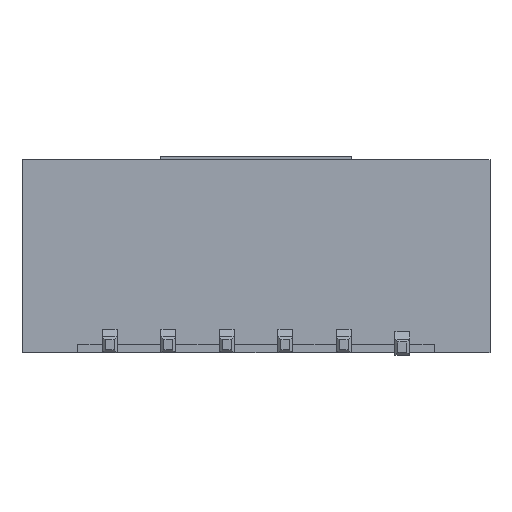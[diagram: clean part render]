
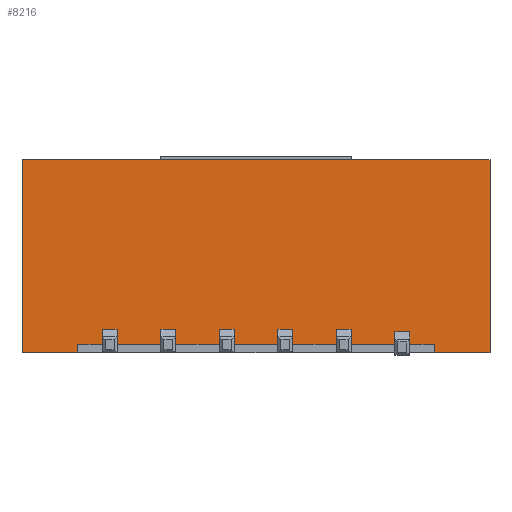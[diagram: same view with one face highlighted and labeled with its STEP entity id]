
A CAD part, front view. The second image highlights one B-rep face of the part: STEP entity #8216.
In plain terms, the highlighted face is planar.
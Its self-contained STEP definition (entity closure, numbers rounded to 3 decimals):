
#174=ORIENTED_EDGE('',*,*,#1952,.T.);
#175=ORIENTED_EDGE('',*,*,#1953,.T.);
#176=ORIENTED_EDGE('',*,*,#1954,.T.);
#177=ORIENTED_EDGE('',*,*,#1955,.T.);
#178=ORIENTED_EDGE('',*,*,#1956,.T.);
#179=ORIENTED_EDGE('',*,*,#1957,.T.);
#180=ORIENTED_EDGE('',*,*,#1958,.T.);
#181=ORIENTED_EDGE('',*,*,#1959,.T.);
#182=ORIENTED_EDGE('',*,*,#1960,.T.);
#183=ORIENTED_EDGE('',*,*,#1961,.F.);
#184=ORIENTED_EDGE('',*,*,#1962,.F.);
#185=ORIENTED_EDGE('',*,*,#1963,.T.);
#186=ORIENTED_EDGE('',*,*,#1964,.T.);
#187=ORIENTED_EDGE('',*,*,#1965,.F.);
#188=ORIENTED_EDGE('',*,*,#1966,.T.);
#189=ORIENTED_EDGE('',*,*,#1967,.T.);
#190=ORIENTED_EDGE('',*,*,#1968,.T.);
#191=ORIENTED_EDGE('',*,*,#1969,.T.);
#192=ORIENTED_EDGE('',*,*,#1970,.T.);
#193=ORIENTED_EDGE('',*,*,#1971,.T.);
#194=ORIENTED_EDGE('',*,*,#1972,.T.);
#195=ORIENTED_EDGE('',*,*,#1973,.T.);
#196=ORIENTED_EDGE('',*,*,#1974,.T.);
#197=ORIENTED_EDGE('',*,*,#1975,.T.);
#198=ORIENTED_EDGE('',*,*,#1976,.T.);
#199=ORIENTED_EDGE('',*,*,#1977,.T.);
#200=ORIENTED_EDGE('',*,*,#1978,.T.);
#201=ORIENTED_EDGE('',*,*,#1979,.T.);
#202=ORIENTED_EDGE('',*,*,#1980,.T.);
#203=ORIENTED_EDGE('',*,*,#1981,.T.);
#204=ORIENTED_EDGE('',*,*,#1982,.T.);
#205=ORIENTED_EDGE('',*,*,#1983,.T.);
#1952=EDGE_CURVE('',#2837,#2838,#3413,.T.);
#1953=EDGE_CURVE('',#2838,#2839,#3414,.T.);
#1954=EDGE_CURVE('',#2839,#2840,#3415,.T.);
#1955=EDGE_CURVE('',#2840,#2841,#3416,.T.);
#1956=EDGE_CURVE('',#2841,#2842,#3417,.T.);
#1957=EDGE_CURVE('',#2842,#2843,#3418,.T.);
#1958=EDGE_CURVE('',#2843,#2844,#3419,.T.);
#1959=EDGE_CURVE('',#2844,#2845,#3420,.T.);
#1960=EDGE_CURVE('',#2845,#2846,#3421,.T.);
#1961=EDGE_CURVE('',#2847,#2846,#3422,.T.);
#1962=EDGE_CURVE('',#2848,#2847,#3423,.T.);
#1963=EDGE_CURVE('',#2848,#2849,#3424,.T.);
#1964=EDGE_CURVE('',#2849,#2850,#3425,.T.);
#1965=EDGE_CURVE('',#2851,#2850,#3426,.T.);
#1966=EDGE_CURVE('',#2851,#2852,#3427,.T.);
#1967=EDGE_CURVE('',#2852,#2853,#3428,.T.);
#1968=EDGE_CURVE('',#2853,#2854,#3429,.T.);
#1969=EDGE_CURVE('',#2854,#2855,#3430,.T.);
#1970=EDGE_CURVE('',#2855,#2856,#3431,.T.);
#1971=EDGE_CURVE('',#2856,#2857,#3432,.T.);
#1972=EDGE_CURVE('',#2857,#2858,#3433,.T.);
#1973=EDGE_CURVE('',#2858,#2859,#3434,.T.);
#1974=EDGE_CURVE('',#2859,#2860,#3435,.T.);
#1975=EDGE_CURVE('',#2860,#2861,#3436,.T.);
#1976=EDGE_CURVE('',#2861,#2862,#3437,.T.);
#1977=EDGE_CURVE('',#2862,#2863,#3438,.T.);
#1978=EDGE_CURVE('',#2863,#2864,#3439,.T.);
#1979=EDGE_CURVE('',#2864,#2865,#3440,.T.);
#1980=EDGE_CURVE('',#2865,#2866,#3441,.T.);
#1981=EDGE_CURVE('',#2866,#2867,#3442,.T.);
#1982=EDGE_CURVE('',#2867,#2868,#3443,.T.);
#1983=EDGE_CURVE('',#2868,#2837,#3444,.T.);
#2837=VERTEX_POINT('',#10640);
#2838=VERTEX_POINT('',#10641);
#2839=VERTEX_POINT('',#10643);
#2840=VERTEX_POINT('',#10645);
#2841=VERTEX_POINT('',#10647);
#2842=VERTEX_POINT('',#10649);
#2843=VERTEX_POINT('',#10651);
#2844=VERTEX_POINT('',#10653);
#2845=VERTEX_POINT('',#10655);
#2846=VERTEX_POINT('',#10657);
#2847=VERTEX_POINT('',#10659);
#2848=VERTEX_POINT('',#10661);
#2849=VERTEX_POINT('',#10663);
#2850=VERTEX_POINT('',#10665);
#2851=VERTEX_POINT('',#10667);
#2852=VERTEX_POINT('',#10669);
#2853=VERTEX_POINT('',#10671);
#2854=VERTEX_POINT('',#10673);
#2855=VERTEX_POINT('',#10675);
#2856=VERTEX_POINT('',#10677);
#2857=VERTEX_POINT('',#10679);
#2858=VERTEX_POINT('',#10681);
#2859=VERTEX_POINT('',#10683);
#2860=VERTEX_POINT('',#10685);
#2861=VERTEX_POINT('',#10687);
#2862=VERTEX_POINT('',#10689);
#2863=VERTEX_POINT('',#10691);
#2864=VERTEX_POINT('',#10693);
#2865=VERTEX_POINT('',#10695);
#2866=VERTEX_POINT('',#10697);
#2867=VERTEX_POINT('',#10699);
#2868=VERTEX_POINT('',#10701);
#3413=LINE('',#10639,#4286);
#3414=LINE('',#10642,#4287);
#3415=LINE('',#10644,#4288);
#3416=LINE('',#10646,#4289);
#3417=LINE('',#10648,#4290);
#3418=LINE('',#10650,#4291);
#3419=LINE('',#10652,#4292);
#3420=LINE('',#10654,#4293);
#3421=LINE('',#10656,#4294);
#3422=LINE('',#10658,#4295);
#3423=LINE('',#10660,#4296);
#3424=LINE('',#10662,#4297);
#3425=LINE('',#10664,#4298);
#3426=LINE('',#10666,#4299);
#3427=LINE('',#10668,#4300);
#3428=LINE('',#10670,#4301);
#3429=LINE('',#10672,#4302);
#3430=LINE('',#10674,#4303);
#3431=LINE('',#10676,#4304);
#3432=LINE('',#10678,#4305);
#3433=LINE('',#10680,#4306);
#3434=LINE('',#10682,#4307);
#3435=LINE('',#10684,#4308);
#3436=LINE('',#10686,#4309);
#3437=LINE('',#10688,#4310);
#3438=LINE('',#10690,#4311);
#3439=LINE('',#10692,#4312);
#3440=LINE('',#10694,#4313);
#3441=LINE('',#10696,#4314);
#3442=LINE('',#10698,#4315);
#3443=LINE('',#10700,#4316);
#3444=LINE('',#10702,#4317);
#4286=VECTOR('',#9004,1000.);
#4287=VECTOR('',#9005,1000.);
#4288=VECTOR('',#9006,1000.);
#4289=VECTOR('',#9007,1000.);
#4290=VECTOR('',#9008,1000.);
#4291=VECTOR('',#9009,1000.);
#4292=VECTOR('',#9010,1000.);
#4293=VECTOR('',#9011,1000.);
#4294=VECTOR('',#9012,1000.);
#4295=VECTOR('',#9013,1000.);
#4296=VECTOR('',#9014,1000.);
#4297=VECTOR('',#9015,1000.);
#4298=VECTOR('',#9016,1000.);
#4299=VECTOR('',#9017,1000.);
#4300=VECTOR('',#9018,1000.);
#4301=VECTOR('',#9019,1000.);
#4302=VECTOR('',#9020,1000.);
#4303=VECTOR('',#9021,1000.);
#4304=VECTOR('',#9022,1000.);
#4305=VECTOR('',#9023,1000.);
#4306=VECTOR('',#9024,1000.);
#4307=VECTOR('',#9025,1000.);
#4308=VECTOR('',#9026,1000.);
#4309=VECTOR('',#9027,1000.);
#4310=VECTOR('',#9028,1000.);
#4311=VECTOR('',#9029,1000.);
#4312=VECTOR('',#9030,1000.);
#4313=VECTOR('',#9031,1000.);
#4314=VECTOR('',#9032,1000.);
#4315=VECTOR('',#9033,1000.);
#4316=VECTOR('',#9034,1000.);
#4317=VECTOR('',#9035,1000.);
#5067=EDGE_LOOP('',(#174,#175,#176,#177,#178,#179,#180,#181,#182,#183,#184,
#185,#186,#187,#188,#189,#190,#191,#192,#193,#194,#195,#196,#197,#198,#199,
#200,#201,#202,#203,#204,#205));
#5388=FACE_BOUND('',#5067,.T.);
#5703=PLANE('',#8538);
#8216=ADVANCED_FACE('',(#5388),#5703,.T.);
#8538=AXIS2_PLACEMENT_3D('',#10638,#9002,#9003);
#9002=DIRECTION('',(0.,1.,0.));
#9003=DIRECTION('',(0.,0.,1.));
#9004=DIRECTION('',(-1.,0.,0.));
#9005=DIRECTION('',(0.,0.,-1.));
#9006=DIRECTION('',(-1.,0.,0.));
#9007=DIRECTION('',(0.,0.,1.));
#9008=DIRECTION('',(-1.,0.,0.));
#9009=DIRECTION('',(0.,0.,-1.));
#9010=DIRECTION('',(-1.,0.,0.));
#9011=DIRECTION('',(0.,0.,-1.));
#9012=DIRECTION('',(-1.,0.,0.));
#9013=DIRECTION('',(0.,0.,-1.));
#9014=DIRECTION('',(-1.,0.,0.));
#9015=DIRECTION('',(0.,0.,-1.));
#9016=DIRECTION('',(-1.,0.,0.));
#9017=DIRECTION('',(0.,0.,-1.));
#9018=DIRECTION('',(-1.,0.,0.));
#9019=DIRECTION('',(0.,0.,1.));
#9020=DIRECTION('',(-1.,0.,0.));
#9021=DIRECTION('',(0.,0.,-1.));
#9022=DIRECTION('',(-1.,0.,0.));
#9023=DIRECTION('',(0.,0.,1.));
#9024=DIRECTION('',(-1.,0.,0.));
#9025=DIRECTION('',(0.,0.,-1.));
#9026=DIRECTION('',(-1.,0.,0.));
#9027=DIRECTION('',(0.,0.,1.));
#9028=DIRECTION('',(-1.,0.,0.));
#9029=DIRECTION('',(0.,0.,-1.));
#9030=DIRECTION('',(-1.,0.,0.));
#9031=DIRECTION('',(0.,0.,1.));
#9032=DIRECTION('',(-1.,0.,0.));
#9033=DIRECTION('',(0.,0.,-1.));
#9034=DIRECTION('',(-1.,0.,0.));
#9035=DIRECTION('',(0.,0.,1.));
#10638=CARTESIAN_POINT('',(8.,2.5,3.3));
#10639=CARTESIAN_POINT('',(8.,2.5,-2.5));
#10640=CARTESIAN_POINT('',(-2.75,2.5,-2.5));
#10641=CARTESIAN_POINT('',(-3.25,2.5,-2.5));
#10642=CARTESIAN_POINT('',(-3.25,2.5,-2.58));
#10643=CARTESIAN_POINT('',(-3.25,2.5,-3.));
#10644=CARTESIAN_POINT('',(6.1,2.5,-3.));
#10645=CARTESIAN_POINT('',(-4.75,2.5,-3.));
#10646=CARTESIAN_POINT('',(-4.75,2.5,-3.));
#10647=CARTESIAN_POINT('',(-4.75,2.5,-2.58));
#10648=CARTESIAN_POINT('',(-4.75,2.5,-2.58));
#10649=CARTESIAN_POINT('',(-5.25,2.5,-2.58));
#10650=CARTESIAN_POINT('',(-5.25,2.5,-2.58));
#10651=CARTESIAN_POINT('',(-5.25,2.5,-3.));
#10652=CARTESIAN_POINT('',(6.1,2.5,-3.));
#10653=CARTESIAN_POINT('',(-6.1,2.5,-3.));
#10654=CARTESIAN_POINT('',(-6.1,2.5,-3.));
#10655=CARTESIAN_POINT('',(-6.1,2.5,-3.3));
#10656=CARTESIAN_POINT('',(8.,2.5,-3.3));
#10657=CARTESIAN_POINT('',(-8.,2.5,-3.3));
#10658=CARTESIAN_POINT('',(-8.,2.5,3.3));
#10659=CARTESIAN_POINT('',(-8.,2.5,3.3));
#10660=CARTESIAN_POINT('',(8.,2.5,3.3));
#10661=CARTESIAN_POINT('',(8.,2.5,3.3));
#10662=CARTESIAN_POINT('',(8.,2.5,3.3));
#10663=CARTESIAN_POINT('',(8.,2.5,-3.3));
#10664=CARTESIAN_POINT('',(8.,2.5,-3.3));
#10665=CARTESIAN_POINT('',(6.1,2.5,-3.3));
#10666=CARTESIAN_POINT('',(6.1,2.5,-3.));
#10667=CARTESIAN_POINT('',(6.1,2.5,-3.));
#10668=CARTESIAN_POINT('',(6.1,2.5,-3.));
#10669=CARTESIAN_POINT('',(5.25,2.5,-3.));
#10670=CARTESIAN_POINT('',(5.25,2.5,-3.));
#10671=CARTESIAN_POINT('',(5.25,2.5,-2.5));
#10672=CARTESIAN_POINT('',(8.,2.5,-2.5));
#10673=CARTESIAN_POINT('',(4.75,2.5,-2.5));
#10674=CARTESIAN_POINT('',(4.75,2.5,-2.58));
#10675=CARTESIAN_POINT('',(4.75,2.5,-3.));
#10676=CARTESIAN_POINT('',(6.1,2.5,-3.));
#10677=CARTESIAN_POINT('',(3.25,2.5,-3.));
#10678=CARTESIAN_POINT('',(3.25,2.5,-3.));
#10679=CARTESIAN_POINT('',(3.25,2.5,-2.5));
#10680=CARTESIAN_POINT('',(8.,2.5,-2.5));
#10681=CARTESIAN_POINT('',(2.75,2.5,-2.5));
#10682=CARTESIAN_POINT('',(2.75,2.5,-2.58));
#10683=CARTESIAN_POINT('',(2.75,2.5,-3.));
#10684=CARTESIAN_POINT('',(6.1,2.5,-3.));
#10685=CARTESIAN_POINT('',(1.25,2.5,-3.));
#10686=CARTESIAN_POINT('',(1.25,2.5,-3.));
#10687=CARTESIAN_POINT('',(1.25,2.5,-2.5));
#10688=CARTESIAN_POINT('',(8.,2.5,-2.5));
#10689=CARTESIAN_POINT('',(0.75,2.5,-2.5));
#10690=CARTESIAN_POINT('',(0.75,2.5,-2.58));
#10691=CARTESIAN_POINT('',(0.75,2.5,-3.));
#10692=CARTESIAN_POINT('',(6.1,2.5,-3.));
#10693=CARTESIAN_POINT('',(-0.75,2.5,-3.));
#10694=CARTESIAN_POINT('',(-0.75,2.5,-3.));
#10695=CARTESIAN_POINT('',(-0.75,2.5,-2.5));
#10696=CARTESIAN_POINT('',(8.,2.5,-2.5));
#10697=CARTESIAN_POINT('',(-1.25,2.5,-2.5));
#10698=CARTESIAN_POINT('',(-1.25,2.5,-2.58));
#10699=CARTESIAN_POINT('',(-1.25,2.5,-3.));
#10700=CARTESIAN_POINT('',(6.1,2.5,-3.));
#10701=CARTESIAN_POINT('',(-2.75,2.5,-3.));
#10702=CARTESIAN_POINT('',(-2.75,2.5,-3.));
